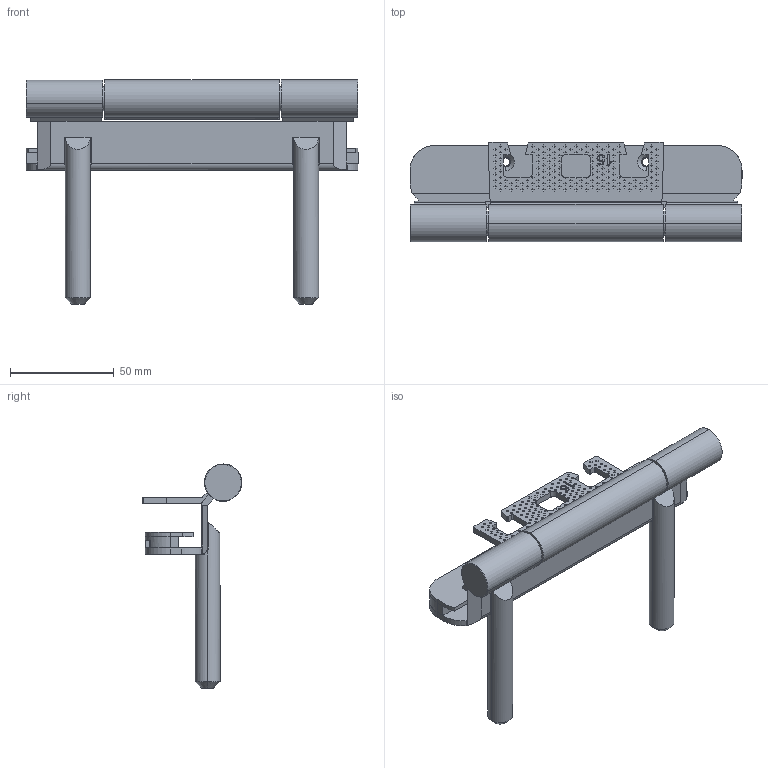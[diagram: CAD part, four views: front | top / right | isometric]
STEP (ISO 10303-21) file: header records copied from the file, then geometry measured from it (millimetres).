
FILE_DESCRIPTION (( 'STEP AP203' ), '1' );
FILE_NAME ('OBX-18-1532-160-LG-RC-B-SI_D042-26820.STEP', '2022-05-04T10:56:48', ( '' ), ( '' ), 'SwSTEP 2.0', 'SolidWorks 2020', '' );
FILE_SCHEMA (( 'CONFIG_CONTROL_DESIGN' ));
Length unit declared in the file: millimetre
Products named in the file (12): D046-14312; B01613; B01572; B03164; D043-19098; D044-14308; OBX-18-1532-160-LG-RC-B-SI_D042-26820; D043-25252; D042-26480; DIN5401-III; D044-14309; D044-25102_R3,5
Assembly tree (16 placements, depth 3):
  OBX-18-1532-160-LG-RC-B-SI_D042-26820
    D042-26480
      D043-19098
      D043-25252
      D044-14308  x2
      D044-14309
      B01572  x2
      D046-14312  x2
      DIN5401-III  x2
      B01613
      B03164
    D044-25102_R3,5  x2
Bounding box: 160 x 48 x 108 mm (x, y, z)
Volume: 99373.9 mm3; surface area: 61964.9 mm2
Topology: 17 solids, 17 shells, 1938 faces, 4285 edges, 2720 vertices
Faces by surface type: plane 1630, cylinder 185, bspline 63, cone 44, sphere 12, torus 4
Entity records: 54911 total; most frequent: CARTESIAN_POINT 12565, ORIENTED_EDGE 8212, DIRECTION 7961, EDGE_CURVE 4106, VECTOR 3597, LINE 3597, VERTEX_POINT 2613, EDGE_LOOP 2229
